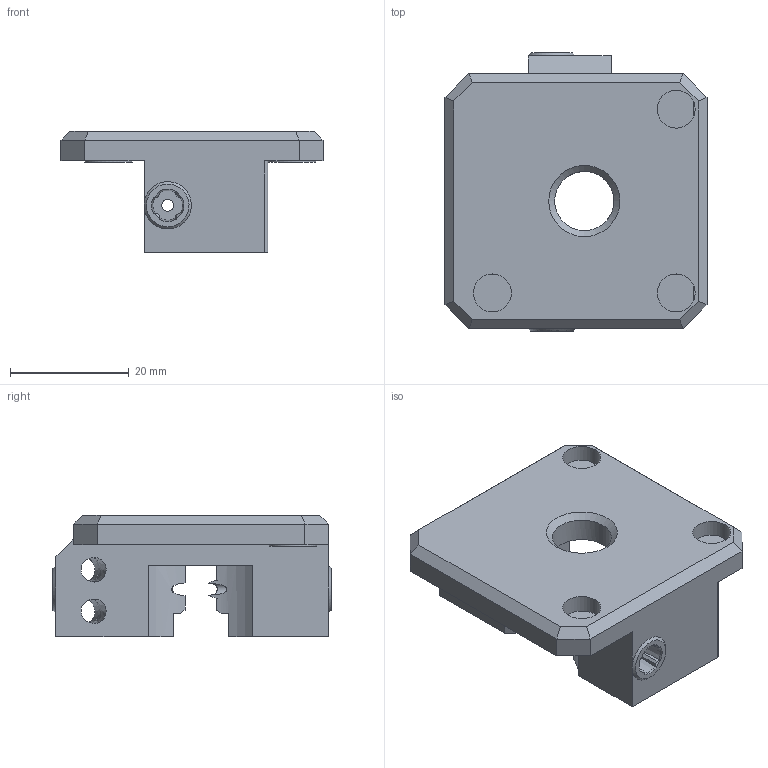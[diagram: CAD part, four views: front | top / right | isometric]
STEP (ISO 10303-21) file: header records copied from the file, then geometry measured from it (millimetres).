
FILE_DESCRIPTION(/* description */ (''),/* implementation_level */ '2;1');
FILE_NAME(/* name */ 'extruder_base v20(Spiegeln).stp',/* time_stamp */ '2016-08-09T10:29:11+02:00',/* author */ (''),/* organization */ (''),/* preprocessor_version */ 'ST-DEVELOPER v16.5',/* originating_system */ 'Autodesk Translation Framework v5.1.0.2740',/* authorisation */ '');
FILE_SCHEMA (('AUTOMOTIVE_DESIGN { 1 0 10303 214 3 1 1 }'));
Length unit declared in the file: centimetre
Products named in the file (1): extruder_base v20(Spiegeln)
Bounding box: 44.2 x 46.9 x 20.5 mm (x, y, z)
Volume: 14942.1 mm3; surface area: 7453.8 mm2
Topology: 1 solids, 1 shells, 106 faces, 277 edges, 181 vertices
Faces by surface type: plane 66, cylinder 25, cone 11, torus 2, bspline 2
Full cylindrical faces by diameter (mm): 2 x1, 2.3 x1, 3 x3, 6.4 x3, 8 x3, 10 x1
Entity records: 3718 total; most frequent: CARTESIAN_POINT 1128, DIRECTION 524, ORIENTED_EDGE 502, EDGE_CURVE 251, AXIS2_PLACEMENT_3D 189, VERTEX_POINT 172, LINE 146, VECTOR 146
